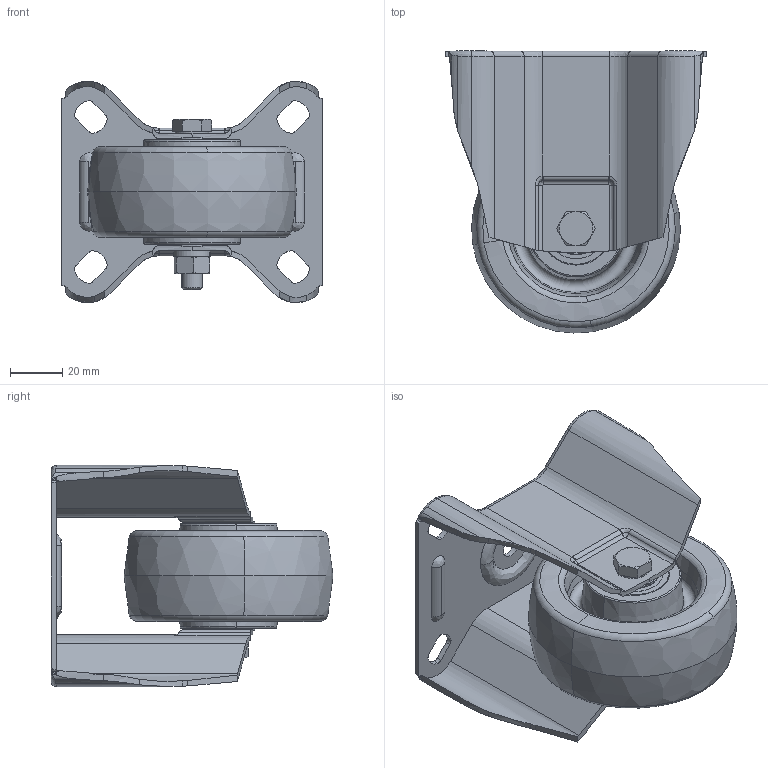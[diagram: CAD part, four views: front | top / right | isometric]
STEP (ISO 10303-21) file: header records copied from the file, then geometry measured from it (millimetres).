
FILE_DESCRIPTION (( 'STEP AP214' ), '1' );
FILE_NAME ('0029925_B-MV-PUZK-080-K_(A-05).step', '2019-10-15T07:32:08', ( '' ), ( '' ), 'SwSTEP 2.0', 'SolidWorks 2018', '' );
FILE_SCHEMA (( 'AUTOMOTIVE_DESIGN' ));
Length unit declared in the file: millimetre
Products named in the file (1): 0029925_B-MV-PUZK-080-K_(A-05)
Bounding box: 100 x 107.99 x 84.8 mm (x, y, z)
Surface area: 103003.4 mm2 (no closed solid volume)
Topology: 0 solids, 20 shells, 723 faces, 1857 edges, 1179 vertices
Faces by surface type: cylinder 216, torus 162, plane 139, bspline 108, cone 98
Entity records: 35876 total; most frequent: CARTESIAN_POINT 11431, ORIENTED_EDGE 3696, DIRECTION 3107, EDGE_CURVE 1856, AXIS2_PLACEMENT_3D 1357, VERTEX_POINT 1179, EDGE_LOOP 774, UNCERTAINTY_MEASURE_WITH_UNIT 742
